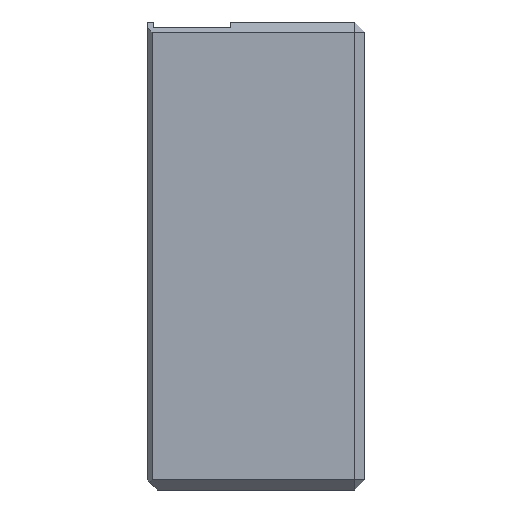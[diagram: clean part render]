
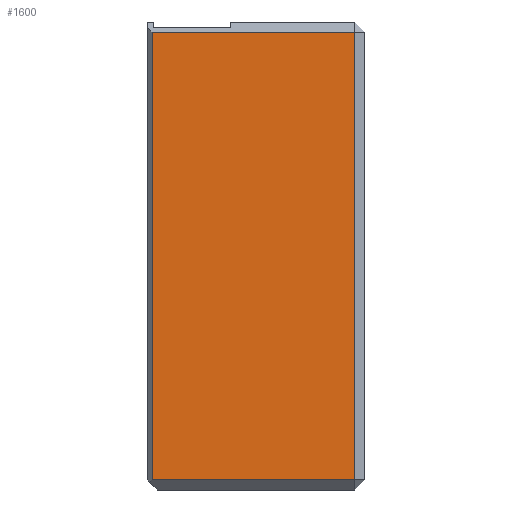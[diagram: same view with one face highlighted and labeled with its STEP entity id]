
A CAD part, front view. The second image highlights one B-rep face of the part: STEP entity #1600.
In plain terms, the highlighted planar face has unit normal (0, -1, 0).
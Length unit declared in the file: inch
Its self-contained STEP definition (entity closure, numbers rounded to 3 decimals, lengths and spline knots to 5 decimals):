
#60=FACE_OUTER_BOUND('',#140,.T.);
#140=EDGE_LOOP('',(#1266,#1267,#1268,#1269));
#285=LINE('',#2343,#515);
#296=LINE('',#2365,#526);
#316=LINE('',#2404,#546);
#323=LINE('',#2417,#553);
#515=VECTOR('',#1909,0.3937);
#526=VECTOR('',#1926,0.3937);
#546=VECTOR('',#1956,0.3937);
#553=VECTOR('',#1967,0.3937);
#712=VERTEX_POINT('',#2340);
#713=VERTEX_POINT('',#2342);
#721=VERTEX_POINT('',#2364);
#734=VERTEX_POINT('',#2395);
#893=EDGE_CURVE('',#712,#713,#285,.T.);
#904=EDGE_CURVE('',#713,#721,#296,.T.);
#924=EDGE_CURVE('',#721,#734,#316,.T.);
#931=EDGE_CURVE('',#734,#712,#323,.T.);
#1266=ORIENTED_EDGE('',*,*,#893,.F.);
#1267=ORIENTED_EDGE('',*,*,#931,.F.);
#1268=ORIENTED_EDGE('',*,*,#924,.F.);
#1269=ORIENTED_EDGE('',*,*,#904,.F.);
#1520=PLANE('',#1700);
#1600=ADVANCED_FACE('',(#60),#1520,.T.);
#1700=AXIS2_PLACEMENT_3D('',#2421,#1972,#1973);
#1909=DIRECTION('',(0.,0.,1.));
#1926=DIRECTION('',(1.,0.,0.));
#1956=DIRECTION('',(0.,0.,-1.));
#1967=DIRECTION('',(-1.,0.,0.));
#1972=DIRECTION('center_axis',(0.,-1.,0.));
#1973=DIRECTION('ref_axis',(-1.,0.,0.));
#2340=CARTESIAN_POINT('',(-1.128,-0.175,-5.625));
#2342=CARTESIAN_POINT('',(-1.128,-0.175,-0.125));
#2343=CARTESIAN_POINT('',(-1.128,-0.175,0.));
#2364=CARTESIAN_POINT('',(1.3625,-0.175,-0.125));
#2365=CARTESIAN_POINT('',(0.81862,-0.175,-0.125));
#2395=CARTESIAN_POINT('',(1.3625,-0.175,-5.625));
#2404=CARTESIAN_POINT('',(1.3625,-0.175,0.));
#2417=CARTESIAN_POINT('',(0.81863,-0.175,-5.625));
#2421=CARTESIAN_POINT('Origin',(1.4875,-0.175,0.));
